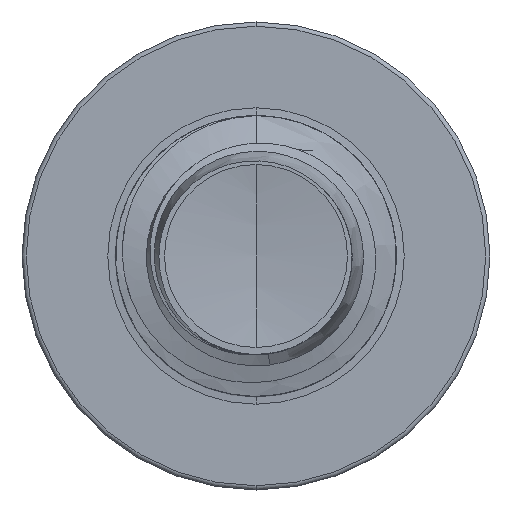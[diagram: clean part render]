
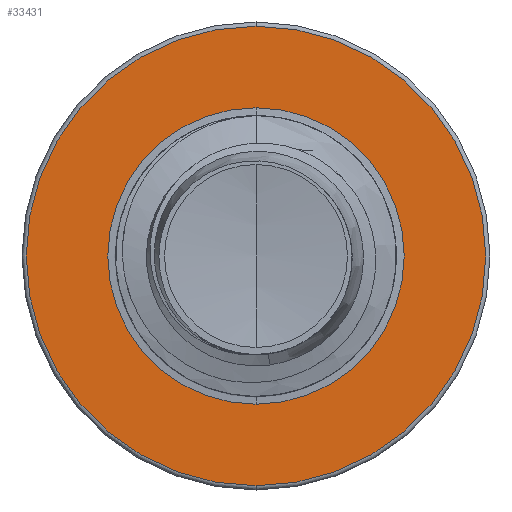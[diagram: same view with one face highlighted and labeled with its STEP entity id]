
A CAD part, front view. The second image highlights one B-rep face of the part: STEP entity #33431.
In plain terms, the highlighted planar face has unit normal (0, -1, 0).
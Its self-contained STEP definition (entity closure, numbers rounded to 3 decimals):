
#47 = FACE_OUTER_BOUND ( 'NONE', #10653, .T. ) ;
#304 = DIRECTION ( 'NONE',  ( 0., 0., 1. ) ) ;
#1301 = PLANE ( 'NONE',  #30053 ) ;
#1969 = DIRECTION ( 'NONE',  ( 0., 1., 0. ) ) ;
#3243 = VERTEX_POINT ( 'NONE', #32429 ) ;
#4170 = DIRECTION ( 'NONE',  ( 0., 0., 1. ) ) ;
#5562 = EDGE_CURVE ( 'NONE', #13316, #33783, #19207, .T. ) ;
#6588 = AXIS2_PLACEMENT_3D ( 'NONE', #13888, #33365, #16683 ) ;
#6998 = VERTEX_POINT ( 'NONE', #22721 ) ;
#8050 = ORIENTED_EDGE ( 'NONE', *, *, #13831, .F. ) ;
#8391 = EDGE_CURVE ( 'NONE', #33783, #13316, #15220, .T. ) ;
#9451 = DIRECTION ( 'NONE',  ( 0., 1., 0. ) ) ;
#10653 = EDGE_LOOP ( 'NONE', ( #8050, #22475 ) ) ;
#11248 = EDGE_CURVE ( 'NONE', #3243, #6998, #20445, .T. ) ;
#11866 = ORIENTED_EDGE ( 'NONE', *, *, #8391, .T. ) ;
#12001 = AXIS2_PLACEMENT_3D ( 'NONE', #26164, #9451, #28954 ) ;
#13316 = VERTEX_POINT ( 'NONE', #30641 ) ;
#13831 = EDGE_CURVE ( 'NONE', #6998, #3243, #25649, .T. ) ;
#13888 = CARTESIAN_POINT ( 'NONE',  ( 0., 15., 0. ) ) ;
#15220 = CIRCLE ( 'NONE', #19974, 2.375 ) ;
#16683 = DIRECTION ( 'NONE',  ( 0., 0., 1. ) ) ;
#17180 = DIRECTION ( 'NONE',  ( 0., 1., 0. ) ) ;
#18818 = CARTESIAN_POINT ( 'NONE',  ( 0., 15., 0. ) ) ;
#19207 = CIRCLE ( 'NONE', #12001, 2.375 ) ;
#19974 = AXIS2_PLACEMENT_3D ( 'NONE', #18818, #1969, #21624 ) ;
#20445 = CIRCLE ( 'NONE', #6588, 3.683 ) ;
#20976 = DIRECTION ( 'NONE',  ( 0., 1., 0. ) ) ;
#21624 = DIRECTION ( 'NONE',  ( 0., 0., 1. ) ) ;
#21629 = FACE_BOUND ( 'NONE', #25899, .T. ) ;
#22475 = ORIENTED_EDGE ( 'NONE', *, *, #11248, .F. ) ;
#22721 = CARTESIAN_POINT ( 'NONE',  ( 0., 15., 3.683 ) ) ;
#25649 = CIRCLE ( 'NONE', #28390, 3.683 ) ;
#25899 = EDGE_LOOP ( 'NONE', ( #26071, #11866 ) ) ;
#26071 = ORIENTED_EDGE ( 'NONE', *, *, #5562, .T. ) ;
#26164 = CARTESIAN_POINT ( 'NONE',  ( 0., 15., 0. ) ) ;
#28275 = CARTESIAN_POINT ( 'NONE',  ( 0., 15., -2.375 ) ) ;
#28390 = AXIS2_PLACEMENT_3D ( 'NONE', #33858, #17180, #304 ) ;
#28954 = DIRECTION ( 'NONE',  ( 0., 0., 1. ) ) ;
#30053 = AXIS2_PLACEMENT_3D ( 'NONE', #28275, #20976, #4170 ) ;
#30641 = CARTESIAN_POINT ( 'NONE',  ( 0., 15., 2.375 ) ) ;
#32429 = CARTESIAN_POINT ( 'NONE',  ( 0., 15., -3.682 ) ) ;
#33365 = DIRECTION ( 'NONE',  ( 0., 1., 0. ) ) ;
#33431 = ADVANCED_FACE ( 'NONE', ( #47, #21629 ), #1301, .F. ) ;
#33783 = VERTEX_POINT ( 'NONE', #35099 ) ;
#33858 = CARTESIAN_POINT ( 'NONE',  ( 0., 15., 0. ) ) ;
#35099 = CARTESIAN_POINT ( 'NONE',  ( 0., 15., -2.375 ) ) ;
